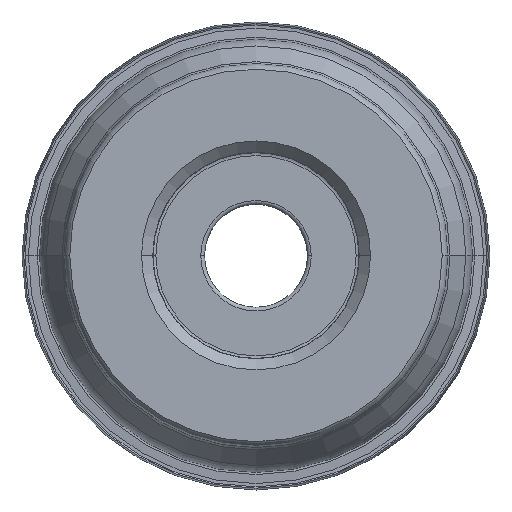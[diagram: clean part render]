
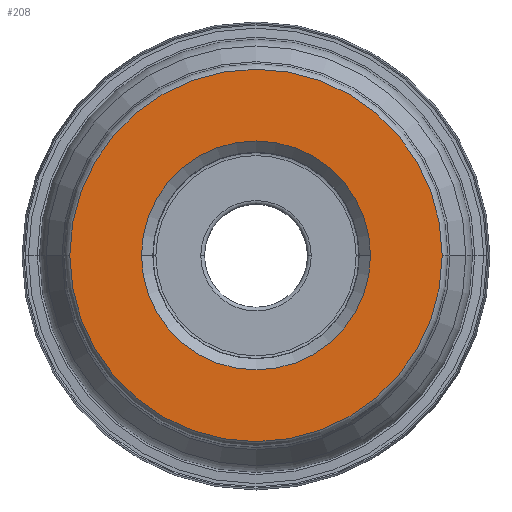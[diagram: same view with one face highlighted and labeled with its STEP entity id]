
A CAD part, top view. The second image highlights one B-rep face of the part: STEP entity #208.
In plain terms, the highlighted planar face has unit normal (0, 0, 1).
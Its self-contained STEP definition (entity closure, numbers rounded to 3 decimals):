
#61=PLANE('',#1767);
#70=FACE_BOUND('',#409,.T.);
#71=FACE_BOUND('',#410,.T.);
#208=ADVANCED_FACE('',(#70,#71),#61,.T.);
#409=EDGE_LOOP('',(#947,#948,#949,#950));
#410=EDGE_LOOP('',(#951,#952,#953,#954));
#543=CIRCLE('',#1757,12.235);
#544=CIRCLE('',#1758,12.235);
#545=CIRCLE('',#1760,12.235);
#546=CIRCLE('',#1761,12.235);
#547=CIRCLE('',#1763,19.9);
#548=CIRCLE('',#1764,19.9);
#549=CIRCLE('',#1765,19.9);
#550=CIRCLE('',#1766,19.9);
#947=ORIENTED_EDGE('',*,*,#1327,.T.);
#948=ORIENTED_EDGE('',*,*,#1328,.T.);
#949=ORIENTED_EDGE('',*,*,#1329,.F.);
#950=ORIENTED_EDGE('',*,*,#1330,.F.);
#951=ORIENTED_EDGE('',*,*,#1325,.T.);
#952=ORIENTED_EDGE('',*,*,#1323,.T.);
#953=ORIENTED_EDGE('',*,*,#1322,.T.);
#954=ORIENTED_EDGE('',*,*,#1326,.T.);
#1115=VERTEX_POINT('',#2758);
#1116=VERTEX_POINT('',#2760);
#1117=VERTEX_POINT('',#2762);
#1118=VERTEX_POINT('',#2766);
#1119=VERTEX_POINT('',#2770);
#1120=VERTEX_POINT('',#2771);
#1121=VERTEX_POINT('',#2773);
#1122=VERTEX_POINT('',#2775);
#1322=EDGE_CURVE('',#1116,#1115,#543,.T.);
#1323=EDGE_CURVE('',#1117,#1116,#544,.T.);
#1325=EDGE_CURVE('',#1118,#1117,#545,.T.);
#1326=EDGE_CURVE('',#1115,#1118,#546,.T.);
#1327=EDGE_CURVE('',#1119,#1120,#547,.T.);
#1328=EDGE_CURVE('',#1120,#1121,#548,.T.);
#1329=EDGE_CURVE('',#1122,#1121,#549,.T.);
#1330=EDGE_CURVE('',#1119,#1122,#550,.T.);
#1757=AXIS2_PLACEMENT_3D('',#2759,#2287,#2288);
#1758=AXIS2_PLACEMENT_3D('',#2761,#2289,#2290);
#1760=AXIS2_PLACEMENT_3D('',#2765,#2294,#2295);
#1761=AXIS2_PLACEMENT_3D('',#2767,#2296,#2297);
#1763=AXIS2_PLACEMENT_3D('',#2769,#2300,#2301);
#1764=AXIS2_PLACEMENT_3D('',#2772,#2302,#2303);
#1765=AXIS2_PLACEMENT_3D('',#2774,#2304,#2305);
#1766=AXIS2_PLACEMENT_3D('',#2776,#2306,#2307);
#1767=AXIS2_PLACEMENT_3D('',#2777,#2308,#2309);
#2287=DIRECTION('',(0.,0.,-1.));
#2288=DIRECTION('',(0.,-1.,0.));
#2289=DIRECTION('',(0.,0.,-1.));
#2290=DIRECTION('',(1.,0.,0.));
#2294=DIRECTION('',(0.,0.,-1.));
#2295=DIRECTION('',(0.,1.,0.));
#2296=DIRECTION('',(0.,0.,-1.));
#2297=DIRECTION('',(-1.,0.,0.));
#2300=DIRECTION('',(0.,0.,1.));
#2301=DIRECTION('',(-1.,0.,0.));
#2302=DIRECTION('',(0.,0.,1.));
#2303=DIRECTION('',(-1.,0.,0.));
#2304=DIRECTION('',(0.,0.,-1.));
#2305=DIRECTION('',(1.,0.,0.));
#2306=DIRECTION('',(0.,0.,-1.));
#2307=DIRECTION('',(1.,0.,0.));
#2308=DIRECTION('',(0.,0.,1.));
#2309=DIRECTION('',(0.,1.,0.));
#2758=CARTESIAN_POINT('',(-12.235,0.,0.));
#2759=CARTESIAN_POINT('',(0.,0.,0.));
#2760=CARTESIAN_POINT('',(0.,-12.235,0.));
#2761=CARTESIAN_POINT('',(0.,0.,0.));
#2762=CARTESIAN_POINT('',(12.235,0.,0.));
#2765=CARTESIAN_POINT('',(0.,0.,0.));
#2766=CARTESIAN_POINT('',(0.,12.235,0.));
#2767=CARTESIAN_POINT('',(0.,0.,0.));
#2769=CARTESIAN_POINT('',(0.,0.,0.));
#2770=CARTESIAN_POINT('',(-19.9,0.021,0.));
#2771=CARTESIAN_POINT('',(-19.9,0.,0.));
#2772=CARTESIAN_POINT('',(0.,0.,0.));
#2773=CARTESIAN_POINT('',(19.9,-0.021,0.));
#2774=CARTESIAN_POINT('',(0.,0.,0.));
#2775=CARTESIAN_POINT('',(19.9,0.,0.));
#2776=CARTESIAN_POINT('',(0.,0.,0.));
#2777=CARTESIAN_POINT('',(0.,0.,0.));
